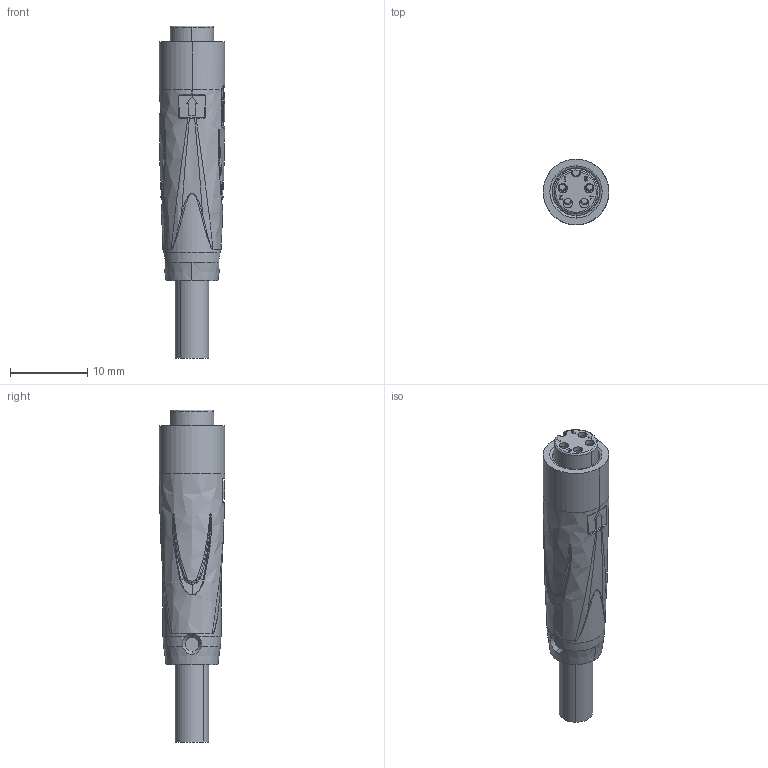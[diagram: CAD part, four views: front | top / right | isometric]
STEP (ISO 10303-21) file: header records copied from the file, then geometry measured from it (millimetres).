
FILE_DESCRIPTION((''),'2;1');
FILE_NAME('CAD-9210_SW0001','2024-10-22T10:28:29',('creinig-se'),(''),'CREO PARAMETRIC BY PTC INC, 2022284','CREO PARAMETRIC BY PTC INC, 2022284','');
FILE_SCHEMA(('CONFIG_CONTROL_DESIGN','SHAPE_APPEARANCE_LAYERS_GROUPS'));
Length unit declared in the file: millimetre
Products named in the file (1): CAD-9210_SW0001
Bounding box: 8.5 x 8.5 x 42.9 mm (x, y, z)
Volume: 1641 mm3; surface area: 1515.9 mm2
Topology: 1 solids, 1 shells, 365 faces, 924 edges, 586 vertices
Faces by surface type: plane 168, bspline 95, cylinder 60, torus 26, cone 16
Entity records: 21638 total; most frequent: CARTESIAN_POINT 12032, ORIENTED_EDGE 1848, DIRECTION 1423, EDGE_CURVE 924, VERTEX_POINT 586, AXIS2_PLACEMENT_3D 494, VECTOR 435, LINE 435
